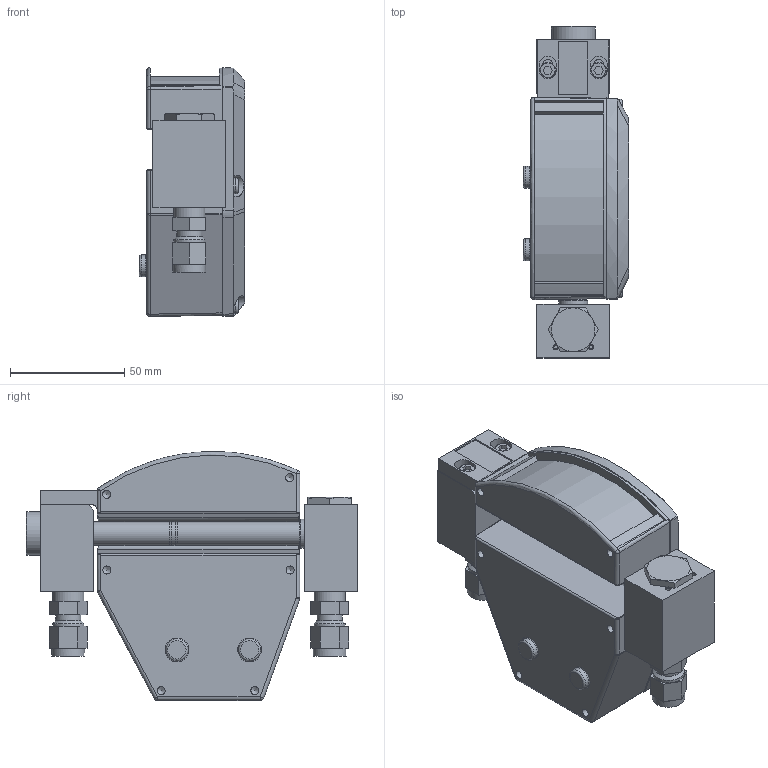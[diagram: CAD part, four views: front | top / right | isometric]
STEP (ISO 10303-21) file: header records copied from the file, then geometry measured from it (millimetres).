
FILE_DESCRIPTION(/* description */ (''),/* implementation_level */ '2;1');
FILE_NAME(/* name */ '',/* time_stamp */ '2014-01-09T13:21:39+01:00',/* author */ (''),/* organization */ (''),/* preprocessor_version */ 'ST-DEVELOPER v14',/* originating_system */ 'SIEMENS PLM Software NX 8.0',/* authorisation */ '');
FILE_SCHEMA (('CONFIG_CONTROL_DESIGN'));
Length unit declared in the file: millimetre
Products named in the file (1): 3750_std_no_vlv_1_4_tc
Bounding box: 46.05 x 145.06 x 108.86 mm (x, y, z)
Volume: 172147.4 mm3; surface area: 96094.9 mm2
Topology: 15 solids, 15 shells, 681 faces, 1685 edges, 1074 vertices
Faces by surface type: plane 295, cylinder 171, cone 97, bspline 76, torus 36, sphere 6
Full cylindrical faces by diameter (mm): 1.664 x2, 3.454 x4, 3.52 x8, 4.036 x2, 4.181 x6, 4.369 x4, 4.826 x2, 4.841 x2, 6.35 x2, 6.858 x6, 7.087 x1, 9.906 x1, 10.185 x2, 10.236 x1, 10.338 x3, 10.693 x1, 11.113 x2, 11.676 x2, 12.624 x1, 12.667 x1, 13.145 x1, 13.716 x4, 14.287 x2, 17.59 x1, 19.05 x1, 20.625 x1
Entity records: 21466 total; most frequent: CARTESIAN_POINT 6433, ORIENTED_EDGE 3002, DIRECTION 2989, EDGE_CURVE 1501, AXIS2_PLACEMENT_3D 1159, VERTEX_POINT 1037, EDGE_LOOP 867, ADVANCED_FACE 681
